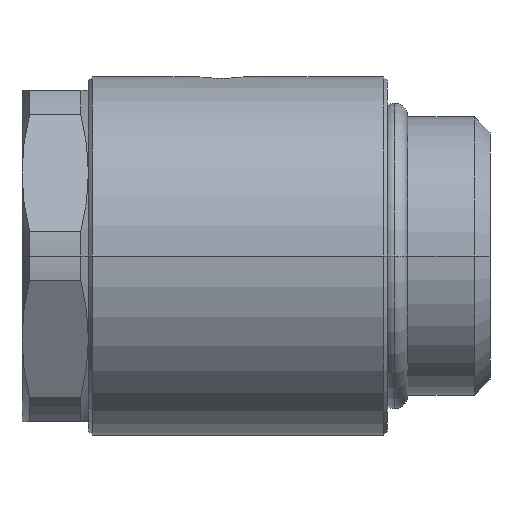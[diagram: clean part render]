
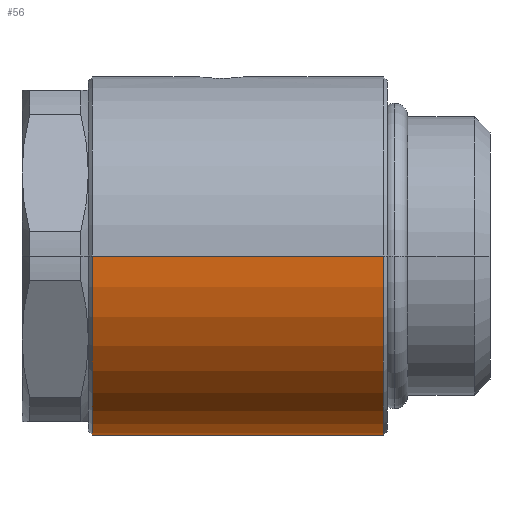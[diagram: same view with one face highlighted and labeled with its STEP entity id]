
A CAD part, left-side view. The second image highlights one B-rep face of the part: STEP entity #56.
In plain terms, the highlighted cylindrical face has radius 13.5 mm (diameter 27 mm), a partial arc.
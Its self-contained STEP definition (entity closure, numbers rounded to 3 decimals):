
#56=ADVANCED_FACE('',(#169),#170,.T.);
#169=FACE_OUTER_BOUND('',#389,.T.);
#170=CYLINDRICAL_SURFACE('',#390,13.5);
#389=EDGE_LOOP('',(#660,#661,#662,#663,#664,#665));
#390=AXIS2_PLACEMENT_3D('',#666,#667,#668);
#660=ORIENTED_EDGE('',*,*,#1430,.F.);
#661=ORIENTED_EDGE('',*,*,#1431,.T.);
#662=ORIENTED_EDGE('',*,*,#1432,.F.);
#663=ORIENTED_EDGE('',*,*,#1427,.F.);
#664=ORIENTED_EDGE('',*,*,#1433,.F.);
#665=ORIENTED_EDGE('',*,*,#1434,.T.);
#666=CARTESIAN_POINT('',(0.0,11.26,0.0));
#667=DIRECTION('',(-0.0,1.0,0.0));
#668=DIRECTION('',(1.0,0.0,0.0));
#1427=EDGE_CURVE('',#1726,#1729,#1730,.T.);
#1430=EDGE_CURVE('',#1734,#1735,#1736,.T.);
#1431=EDGE_CURVE('',#1734,#1737,#1738,.T.);
#1432=EDGE_CURVE('',#1729,#1737,#1739,.T.);
#1433=EDGE_CURVE('',#1740,#1726,#1741,.T.);
#1434=EDGE_CURVE('',#1740,#1735,#1742,.T.);
#1726=VERTEX_POINT('',#2184);
#1729=VERTEX_POINT('',#2188);
#1730=CIRCLE('',#2189,13.5);
#1734=VERTEX_POINT('',#2194);
#1735=VERTEX_POINT('',#2195);
#1736=LINE('',#2196,#2197);
#1737=VERTEX_POINT('',#2198);
#1738=CIRCLE('',#2199,13.5);
#1739=LINE('',#2200,#2201);
#1740=VERTEX_POINT('',#2202);
#1741=LINE('',#2203,#2204);
#1742=B_SPLINE_CURVE_WITH_KNOTS('',3,(#2205,#2206,#2207,#2208,#2209,#2210,#2211,#2212,#2213,#2214,#2215,#2216,#2217,#2218,#2219,#2220,#2221,#2222,#2223,#2224,#2225,#2226,#2227,#2228,#2229,#2230,#2231,#2232,#2233,#2234,#2235,#2236,#2237,#2238,#2239),.UNSPECIFIED.,.F.,.F.,(4,2,2,2,2,2,2,2,3,2,2,2,2,2,2,2,4),(33.89,35.3,36.709,38.118,39.528,40.942,42.357,43.772,45.187,46.602,48.017,49.432,50.847,52.256,53.665,55.075,56.484),.UNSPECIFIED.);
#2184=CARTESIAN_POINT('',(13.5,22.219,0.0));
#2188=CARTESIAN_POINT('',(-13.5,22.219,0.));
#2189=AXIS2_PLACEMENT_3D('',#3041,#3042,#3043);
#2194=CARTESIAN_POINT('',(13.5,0.3,0.0));
#2195=CARTESIAN_POINT('',(13.5,5.183,0.));
#2196=CARTESIAN_POINT('',(13.5,11.26,0.));
#2197=VECTOR('',#3048,1.0);
#2198=CARTESIAN_POINT('',(-13.5,0.3,0.));
#2199=AXIS2_PLACEMENT_3D('',#3049,#3050,#3051);
#2200=CARTESIAN_POINT('',(-13.5,11.26,0.));
#2201=VECTOR('',#3052,1.0);
#2202=CARTESIAN_POINT('',(13.5,19.817,0.0));
#2203=CARTESIAN_POINT('',(13.5,11.26,0.));
#2204=VECTOR('',#3053,1.0);
#2205=CARTESIAN_POINT('',(13.5,19.817,0.));
#2206=CARTESIAN_POINT('',(13.5,19.817,-0.47));
#2207=CARTESIAN_POINT('',(13.475,19.771,-0.953));
#2208=CARTESIAN_POINT('',(13.373,19.581,-1.907));
#2209=CARTESIAN_POINT('',(13.297,19.437,-2.378));
#2210=CARTESIAN_POINT('',(13.104,19.06,-3.277));
#2211=CARTESIAN_POINT('',(12.988,18.827,-3.705));
#2212=CARTESIAN_POINT('',(12.737,18.293,-4.494));
#2213=CARTESIAN_POINT('',(12.602,17.992,-4.855));
#2214=CARTESIAN_POINT('',(12.336,17.354,-5.494));
#2215=CARTESIAN_POINT('',(12.197,16.992,-5.795));
#2216=CARTESIAN_POINT('',(11.929,16.204,-6.328));
#2217=CARTESIAN_POINT('',(11.801,15.776,-6.56));
#2218=CARTESIAN_POINT('',(11.584,14.879,-6.936));
#2219=CARTESIAN_POINT('',(11.495,14.409,-7.08));
#2220=CARTESIAN_POINT('',(11.376,13.455,-7.27));
#2221=CARTESIAN_POINT('',(11.345,12.972,-7.317));
#2222=CARTESIAN_POINT('',(11.345,12.5,-7.317));
#2223=CARTESIAN_POINT('',(11.345,12.028,-7.317));
#2224=CARTESIAN_POINT('',(11.376,11.545,-7.27));
#2225=CARTESIAN_POINT('',(11.495,10.591,-7.08));
#2226=CARTESIAN_POINT('',(11.584,10.121,-6.936));
#2227=CARTESIAN_POINT('',(11.801,9.224,-6.56));
#2228=CARTESIAN_POINT('',(11.929,8.796,-6.328));
#2229=CARTESIAN_POINT('',(12.197,8.008,-5.795));
#2230=CARTESIAN_POINT('',(12.336,7.646,-5.494));
#2231=CARTESIAN_POINT('',(12.602,7.008,-4.855));
#2232=CARTESIAN_POINT('',(12.737,6.707,-4.494));
#2233=CARTESIAN_POINT('',(12.988,6.173,-3.705));
#2234=CARTESIAN_POINT('',(13.104,5.94,-3.277));
#2235=CARTESIAN_POINT('',(13.297,5.563,-2.378));
#2236=CARTESIAN_POINT('',(13.373,5.419,-1.907));
#2237=CARTESIAN_POINT('',(13.475,5.229,-0.953));
#2238=CARTESIAN_POINT('',(13.5,5.183,-0.47));
#2239=CARTESIAN_POINT('',(13.5,5.183,0.));
#3041=CARTESIAN_POINT('',(0.0,22.219,0.0));
#3042=DIRECTION('',(-0.0,1.0,0.0));
#3043=DIRECTION('',(1.0,0.0,0.0));
#3048=DIRECTION('',(0.0,1.0,0.0));
#3049=CARTESIAN_POINT('',(0.0,0.3,0.0));
#3050=DIRECTION('',(-0.0,1.0,0.0));
#3051=DIRECTION('',(1.0,0.0,0.0));
#3052=DIRECTION('',(-0.0,-1.0,-0.0));
#3053=DIRECTION('',(0.0,1.0,0.0));
